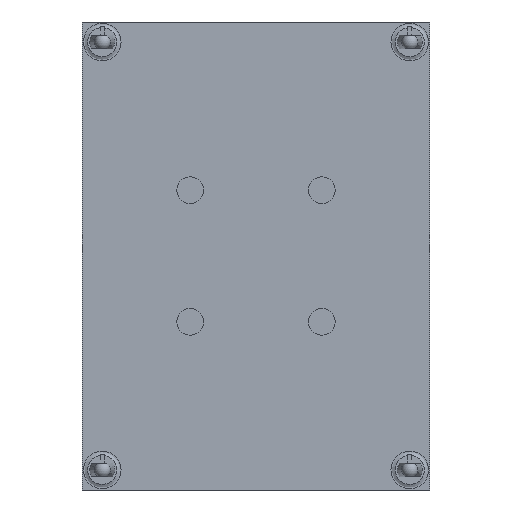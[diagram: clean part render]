
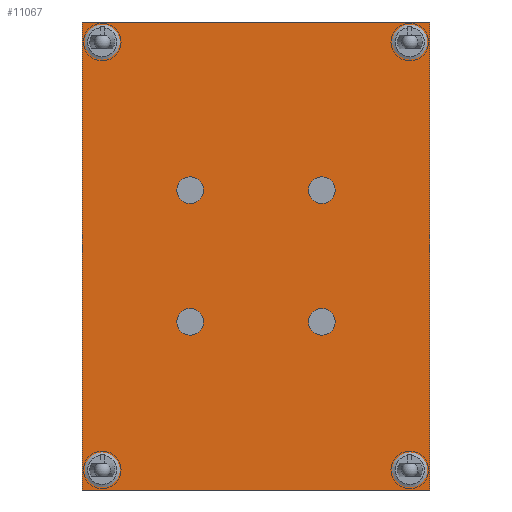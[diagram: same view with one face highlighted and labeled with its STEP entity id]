
A CAD part, front view. The second image highlights one B-rep face of the part: STEP entity #11067.
In plain terms, the highlighted planar face has unit normal (0, -1, 0).
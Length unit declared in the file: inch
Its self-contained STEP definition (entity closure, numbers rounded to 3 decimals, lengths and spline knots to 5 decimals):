
#10687=CARTESIAN_POINT('',(1.564,0.25,1.108));
#10688=VERTEX_POINT('',#10687);
#10695=CARTESIAN_POINT('',(1.642,0.25,1.108));
#10696=DIRECTION('',(0.,1.,0.));
#10697=DIRECTION('',(1.,0.,0.));
#10698=AXIS2_PLACEMENT_3D('',#10695,#10696,#10697);
#10699=CIRCLE('',#10698,0.078);
#10700=EDGE_CURVE('',#10688,#10688,#10699,.T.);
#10720=CARTESIAN_POINT('',(1.564,0.25,2.092));
#10721=VERTEX_POINT('',#10720);
#10728=CARTESIAN_POINT('',(1.642,0.25,2.092));
#10729=DIRECTION('',(0.,1.,0.));
#10730=DIRECTION('',(1.,0.,0.));
#10731=AXIS2_PLACEMENT_3D('',#10728,#10729,#10730);
#10732=CIRCLE('',#10731,0.078);
#10733=EDGE_CURVE('',#10721,#10721,#10732,.T.);
#10753=CARTESIAN_POINT('',(0.58,0.25,2.092));
#10754=VERTEX_POINT('',#10753);
#10761=CARTESIAN_POINT('',(0.658,0.25,2.092));
#10762=DIRECTION('',(0.,1.,0.));
#10763=DIRECTION('',(1.,0.,0.));
#10764=AXIS2_PLACEMENT_3D('',#10761,#10762,#10763);
#10765=CIRCLE('',#10764,0.078);
#10766=EDGE_CURVE('',#10754,#10754,#10765,.T.);
#10786=CARTESIAN_POINT('',(0.58,0.25,1.108));
#10787=VERTEX_POINT('',#10786);
#10794=CARTESIAN_POINT('',(0.658,0.25,1.108));
#10795=DIRECTION('',(0.,1.,0.));
#10796=DIRECTION('',(1.,0.,0.));
#10797=AXIS2_PLACEMENT_3D('',#10794,#10795,#10796);
#10798=CIRCLE('',#10797,0.078);
#10799=EDGE_CURVE('',#10787,#10787,#10798,.T.);
#10819=CARTESIAN_POINT('',(-0.078,0.25,0.));
#10820=VERTEX_POINT('',#10819);
#10827=CARTESIAN_POINT('',(0.,0.25,0.));
#10828=DIRECTION('',(0.,1.,0.));
#10829=DIRECTION('',(1.,0.,0.));
#10830=AXIS2_PLACEMENT_3D('',#10827,#10828,#10829);
#10831=CIRCLE('',#10830,0.078);
#10832=EDGE_CURVE('',#10820,#10820,#10831,.T.);
#10852=CARTESIAN_POINT('',(2.222,0.25,0.));
#10853=VERTEX_POINT('',#10852);
#10860=CARTESIAN_POINT('',(2.3,0.25,0.));
#10861=DIRECTION('',(0.,1.,0.));
#10862=DIRECTION('',(1.,0.,0.));
#10863=AXIS2_PLACEMENT_3D('',#10860,#10861,#10862);
#10864=CIRCLE('',#10863,0.078);
#10865=EDGE_CURVE('',#10853,#10853,#10864,.T.);
#10885=CARTESIAN_POINT('',(2.222,0.25,3.2));
#10886=VERTEX_POINT('',#10885);
#10893=CARTESIAN_POINT('',(2.3,0.25,3.2));
#10894=DIRECTION('',(0.,1.,0.));
#10895=DIRECTION('',(1.,0.,0.));
#10896=AXIS2_PLACEMENT_3D('',#10893,#10894,#10895);
#10897=CIRCLE('',#10896,0.078);
#10898=EDGE_CURVE('',#10886,#10886,#10897,.T.);
#10918=CARTESIAN_POINT('',(-0.078,0.25,3.2));
#10919=VERTEX_POINT('',#10918);
#10926=CARTESIAN_POINT('',(0.,0.25,3.2));
#10927=DIRECTION('',(0.,1.,0.));
#10928=DIRECTION('',(1.,0.,0.));
#10929=AXIS2_PLACEMENT_3D('',#10926,#10927,#10928);
#10930=CIRCLE('',#10929,0.078);
#10931=EDGE_CURVE('',#10919,#10919,#10930,.T.);
#10942=CARTESIAN_POINT('',(2.45,0.25,3.35));
#10943=VERTEX_POINT('',#10942);
#10960=CARTESIAN_POINT('',(-0.15,0.25,3.35));
#10961=VERTEX_POINT('',#10960);
#10968=CARTESIAN_POINT('',(1.15,0.25,3.35));
#10969=DIRECTION('',(1.,0.,0.));
#10970=VECTOR('',#10969,1.);
#10971=LINE('',#10968,#10970);
#10972=EDGE_CURVE('',#10961,#10943,#10971,.T.);
#10982=CARTESIAN_POINT('',(2.45,0.25,-0.15));
#10983=VERTEX_POINT('',#10982);
#10992=CARTESIAN_POINT('',(-0.15,0.25,-0.15));
#10993=VERTEX_POINT('',#10992);
#10994=CARTESIAN_POINT('',(1.15,0.25,-0.15));
#10995=DIRECTION('',(-1.,0.,0.));
#10996=VECTOR('',#10995,1.);
#10997=LINE('',#10994,#10996);
#10998=EDGE_CURVE('',#10983,#10993,#10997,.T.);
#11022=CARTESIAN_POINT('',(-0.15,0.25,1.6));
#11023=DIRECTION('',(0.,0.,1.));
#11024=VECTOR('',#11023,1.);
#11025=LINE('',#11022,#11024);
#11026=EDGE_CURVE('',#10993,#10961,#11025,.T.);
#11027=ORIENTED_EDGE('',*,*,#11026,.F.);
#11028=ORIENTED_EDGE('',*,*,#10998,.F.);
#11029=CARTESIAN_POINT('',(2.45,0.25,1.6));
#11030=DIRECTION('',(0.,0.,-1.));
#11031=VECTOR('',#11030,1.);
#11032=LINE('',#11029,#11031);
#11033=EDGE_CURVE('',#10943,#10983,#11032,.T.);
#11034=ORIENTED_EDGE('',*,*,#11033,.F.);
#11035=ORIENTED_EDGE('',*,*,#10972,.F.);
#11036=EDGE_LOOP('',(#11027,#11028,#11034,#11035));
#11037=FACE_OUTER_BOUND('',#11036,.T.);
#11038=ORIENTED_EDGE('',*,*,#10700,.T.);
#11039=EDGE_LOOP('',(#11038));
#11040=FACE_BOUND('',#11039,.T.);
#11041=ORIENTED_EDGE('',*,*,#10733,.T.);
#11042=EDGE_LOOP('',(#11041));
#11043=FACE_BOUND('',#11042,.T.);
#11044=ORIENTED_EDGE('',*,*,#10766,.T.);
#11045=EDGE_LOOP('',(#11044));
#11046=FACE_BOUND('',#11045,.T.);
#11047=ORIENTED_EDGE('',*,*,#10799,.T.);
#11048=EDGE_LOOP('',(#11047));
#11049=FACE_BOUND('',#11048,.T.);
#11050=ORIENTED_EDGE('',*,*,#10832,.T.);
#11051=EDGE_LOOP('',(#11050));
#11052=FACE_BOUND('',#11051,.T.);
#11053=ORIENTED_EDGE('',*,*,#10865,.T.);
#11054=EDGE_LOOP('',(#11053));
#11055=FACE_BOUND('',#11054,.T.);
#11056=ORIENTED_EDGE('',*,*,#10898,.T.);
#11057=EDGE_LOOP('',(#11056));
#11058=FACE_BOUND('',#11057,.T.);
#11059=ORIENTED_EDGE('',*,*,#10931,.T.);
#11060=EDGE_LOOP('',(#11059));
#11061=FACE_BOUND('',#11060,.T.);
#11062=CARTESIAN_POINT('',(1.15,0.25,1.6));
#11063=DIRECTION('',(0.,1.,0.));
#11064=DIRECTION('',(0.,0.,1.));
#11065=AXIS2_PLACEMENT_3D('',#11062,#11063,#11064);
#11066=PLANE('',#11065);
#11067=ADVANCED_FACE('',(#11037,#11040,#11043,#11046,#11049,#11052,#11055,#11058,#11061),#11066,.F.);
